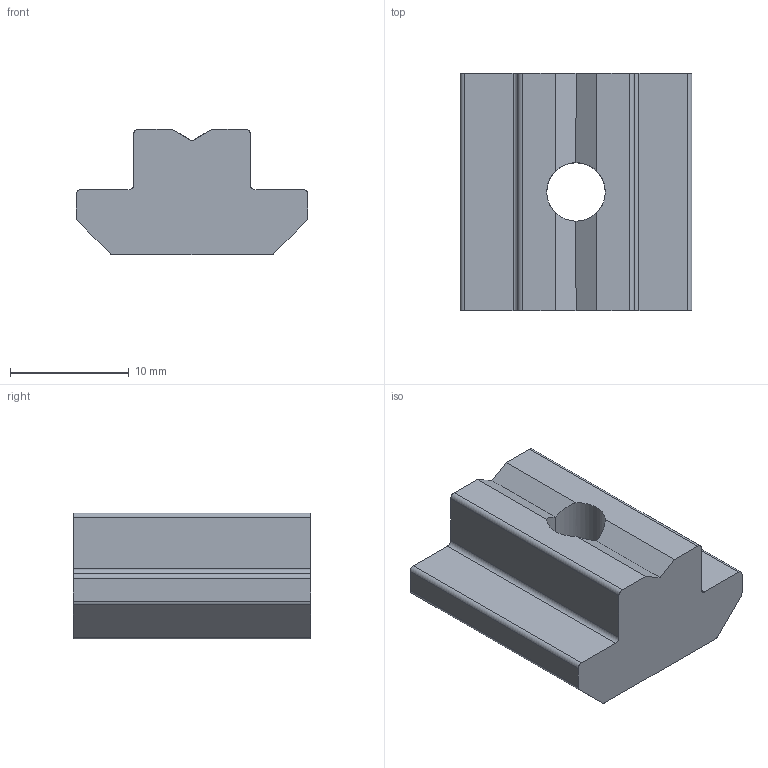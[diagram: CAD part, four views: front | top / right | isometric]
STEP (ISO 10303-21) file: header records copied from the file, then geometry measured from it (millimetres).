
FILE_DESCRIPTION (( 'STEP AP203' ), '1' );
FILE_NAME ('412528738_c_1.STEP', '2023-01-08T04:41:09', ( '' ), ( '' ), 'SwSTEP 2.0', 'SolidWorks 2014', '' );
FILE_SCHEMA (( 'CONFIG_CONTROL_DESIGN' ));
Length unit declared in the file: millimetre
Products named in the file (1): 412528738_c_1
Bounding box: 19.5 x 20 x 10.6 mm (x, y, z)
Volume: 2735.2 mm3; surface area: 1535 mm2
Topology: 1 solids, 1 shells, 29 faces, 82 edges, 54 vertices
Faces by surface type: plane 17, cylinder 12
Entity records: 1025 total; most frequent: CARTESIAN_POINT 178, ORIENTED_EDGE 164, DIRECTION 162, EDGE_CURVE 82, VERTEX_POINT 54, AXIS2_PLACEMENT_3D 54, VECTOR 54, LINE 54
